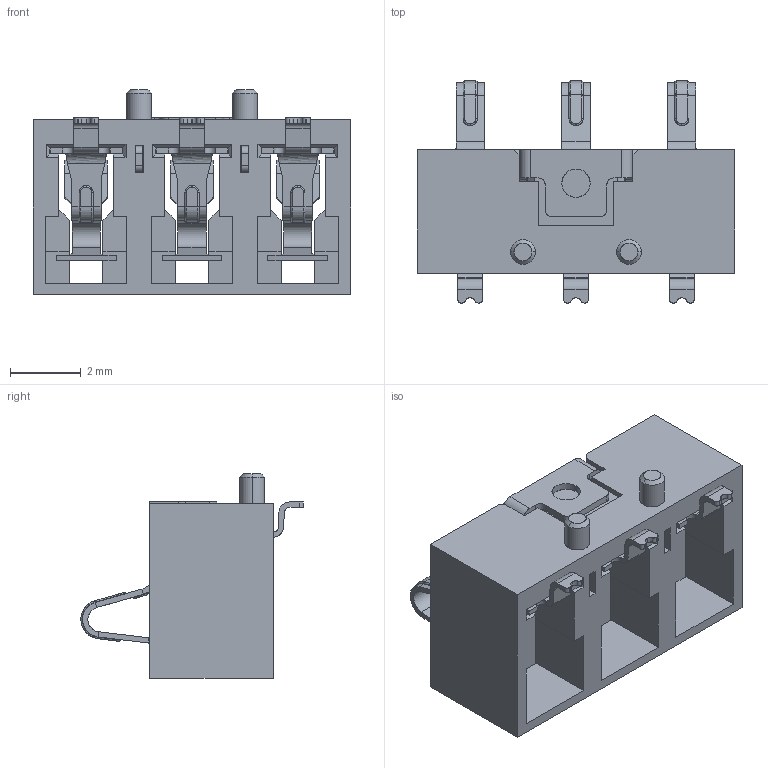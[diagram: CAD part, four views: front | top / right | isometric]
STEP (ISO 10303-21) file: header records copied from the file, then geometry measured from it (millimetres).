
FILE_DESCRIPTION(('eMachineShop Model'),'2;1');
FILE_NAME('BC-29-3PD500_1749528430.214.step', '2024-10-18T21:37:07',('eMachineShop'),('eMachineShop'), 'eMachineShop','eMachineShop','Unknown');
FILE_SCHEMA(('AUTOMOTIVE_DESIGN { 1 0 10303 214 1 1 1 1 }'));
Length unit declared in the file: millimetre
Products named in the file (359): eMachineShop; eMachineShop.1; eMachineShop.1.1; eMachineShop.1.2; eMachineShop.1.3; eMachineShop.1.4; eMachineShop.1.5; eMachineShop.1.6; eMachineShop.1.7; eMachineShop.1.8; eMachineShop.1.9; eMachineShop.1.10; eMachineShop.1.11; eMachineShop.1.12; eMachineShop.1.13; eMachineShop.1.14; eMachineShop.1.15; eMachineShop.1.16; eMachineShop.1.17; eMachineShop.1.18; eMachineShop.1.19; eMachineShop.1.20; eMachineShop.1.21; eMachineShop.1.22; eMachineShop.1.23; eMachineShop.1.24; eMachineShop.1.25; eMachineShop.1.26; eMachineShop.1.27; eMachineShop.1.28; eMachineShop.1.29; eMachineShop.1.30; eMachineShop.1.31; eMachineShop.1.32; eMachineShop.1.33; eMachineShop.1.34; eMachineShop.1.35; eMachineShop.1.36; eMachineShop.1.37; eMachineShop.1.38 ...
Assembly tree (360 placements, depth 3):
  eMachineShop
    eMachineShop.1
      eMachineShop.1.1
      eMachineShop.1.2
      eMachineShop.1.3
      eMachineShop.1.4
      eMachineShop.1.5
      eMachineShop.1.6
      eMachineShop.1.7
      eMachineShop.1.8
      eMachineShop.1.9
      eMachineShop.1.10
      eMachineShop.1.11
      eMachineShop.1.12
      eMachineShop.1.13
      eMachineShop.1.14
      eMachineShop.1.15
      eMachineShop.1.16
      eMachineShop.1.17
      eMachineShop.1.18
      eMachineShop.1.19
      eMachineShop.1.20
      eMachineShop.1.21
      eMachineShop.1.22
      eMachineShop.1.23
      eMachineShop.1.24
      eMachineShop.1.25
      eMachineShop.1.26
      eMachineShop.1.27
      eMachineShop.1.28
      eMachineShop.1.29
      eMachineShop.1.30
      eMachineShop.1.31
      eMachineShop.1.32
      eMachineShop.1.33
      eMachineShop.1.34
      eMachineShop.1.35
      eMachineShop.1.36
      eMachineShop.1.37
      eMachineShop.1.38
      eMachineShop.1.39
      eMachineShop.1.40
      eMachineShop.1.41
      eMachineShop.1.42
      eMachineShop.1.43
      eMachineShop.1.44
      eMachineShop.1.45
      eMachineShop.1.46
      eMachineShop.1.47
      eMachineShop.1.48
      eMachineShop.1.49
      eMachineShop.1.50
      eMachineShop.1.51
      eMachineShop.1.52
      eMachineShop.1.53
      eMachineShop.1.54
      eMachineShop.1.55
      eMachineShop.1.56
      eMachineShop.1.57
      eMachineShop.1.58
Bounding box: 9 x 6.3 x 5.8 mm (x, y, z)
Surface area: 423.8 mm2 (no closed solid volume)
Topology: 0 solids, 711 shells, 711 faces, 4937 edges, 4934 vertices
Faces by surface type: bspline 496, revolution 215
Entity records: 46111 total; most frequent: CARTESIAN_POINT 14169, B_SPLINE_CURVE_WITH_KNOTS 3178, DIRECTION 2852, ORIENTED_EDGE 2450, EDGE_CURVE 2450, VERTEX_POINT 2450, SURFACE_CURVE 2450, PCURVE 2450
